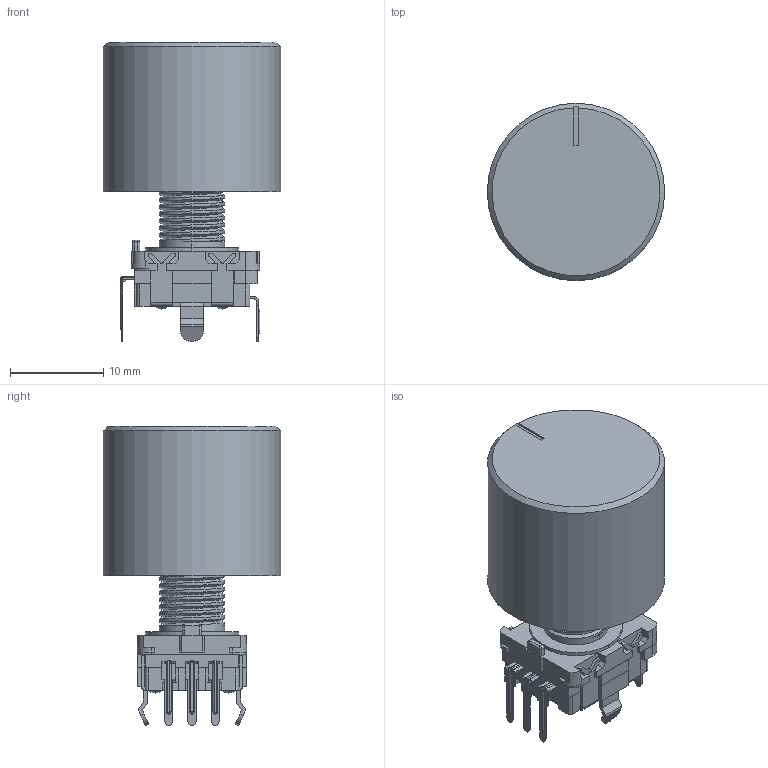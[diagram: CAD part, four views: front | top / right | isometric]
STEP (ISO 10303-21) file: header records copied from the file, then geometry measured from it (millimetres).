
FILE_DESCRIPTION(('FreeCAD Model'),'2;1');
FILE_NAME('Open CASCADE Shape Model','2022-07-10T14:23:51',('Author'),( ''),'Open CASCADE STEP processor 7.5','FreeCAD','Unknown');
FILE_SCHEMA(('AUTOMOTIVE_DESIGN { 1 0 10303 214 1 1 1 1 }'));
Length unit declared in the file: millimetre
Products named in the file (3): Encoder_Cap_2; Rotary Encoder1_001; Rotary Encoder Cap 2_001
Assembly tree (2 placements, depth 2):
  Encoder_Cap_2
    Rotary Encoder1_001
    Rotary Encoder Cap 2_001
Bounding box: 19 x 19 x 32.1 mm (x, y, z)
Volume: 3628.2 mm3; surface area: 4599.5 mm2
Topology: 10 solids, 12 shells, 864 faces, 2293 edges, 1469 vertices
Faces by surface type: plane 512, cylinder 248, bspline 38, sphere 30, cone 18, torus 18
Full cylindrical faces by diameter (mm): 18 x1, 19 x1
Entity records: 30345 total; most frequent: CARTESIAN_POINT 8113, ORIENTED_EDGE 4534, DIRECTION 4424, EDGE_CURVE 2267, LINE 1594, VECTOR 1594, VERTEX_POINT 1469, AXIS2_PLACEMENT_3D 1415
